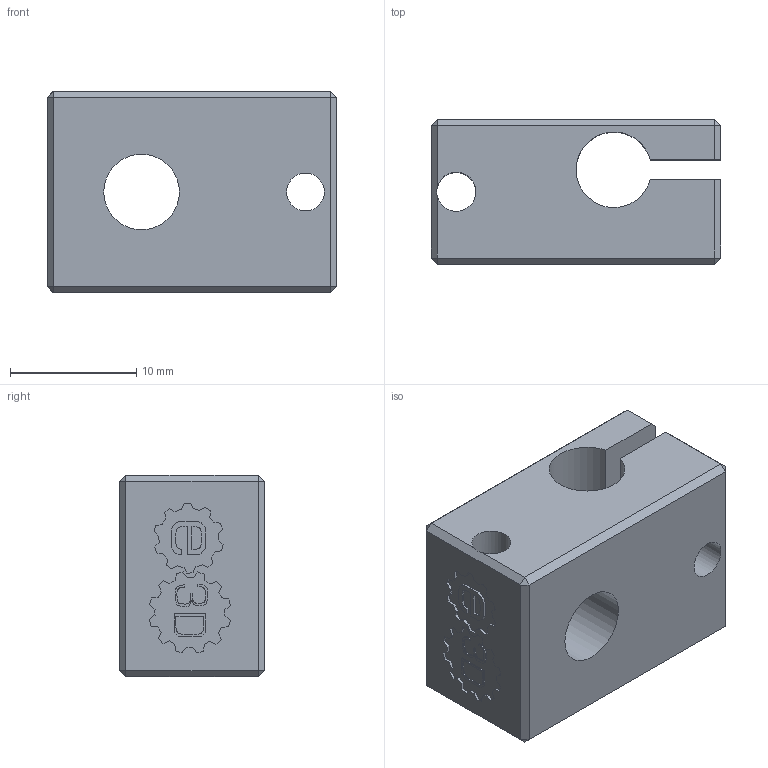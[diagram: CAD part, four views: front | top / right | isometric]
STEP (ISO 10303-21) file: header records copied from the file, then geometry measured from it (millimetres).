
FILE_DESCRIPTION(/* description */ (''),/* implementation_level */ '2;1');
FILE_NAME(/* name */ 'V6 Heater Block.stp',/* time_stamp */ '2017-12-18T10:34:28+00:00',/* author */ ('Rory'),/* organization */ (''),/* preprocessor_version */ 'ST-DEVELOPER v15.6',/* originating_system */ 'Autodesk Inventor 2015',/* authorisation */ '');
FILE_SCHEMA (('AUTOMOTIVE_DESIGN { 1 0 10303 214 3 1 1 }'));
Length unit declared in the file: millimetre
Products named in the file (1): V6.7 Heater Block (PT100)
Bounding box: 23 x 11.5 x 16 mm (x, y, z)
Volume: 3064.5 mm3; surface area: 2335.7 mm2
Topology: 1 solids, 1 shells, 269 faces, 761 edges, 499 vertices
Faces by surface type: plane 210, bspline 53, cylinder 6
Full cylindrical faces by diameter (mm): 2.5 x1, 3 x1, 3.1 x1, 3.2 x1, 6 x1
Entity records: 9105 total; most frequent: CARTESIAN_POINT 2507, ORIENTED_EDGE 1510, DIRECTION 1083, EDGE_CURVE 755, LINE 623, VECTOR 623, VERTEX_POINT 498, EDGE_LOOP 289
